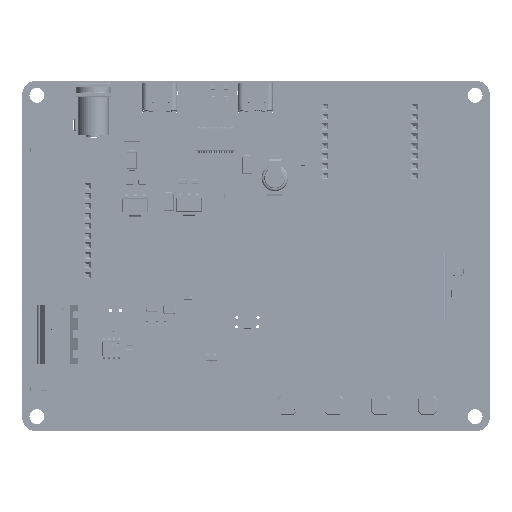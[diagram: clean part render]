
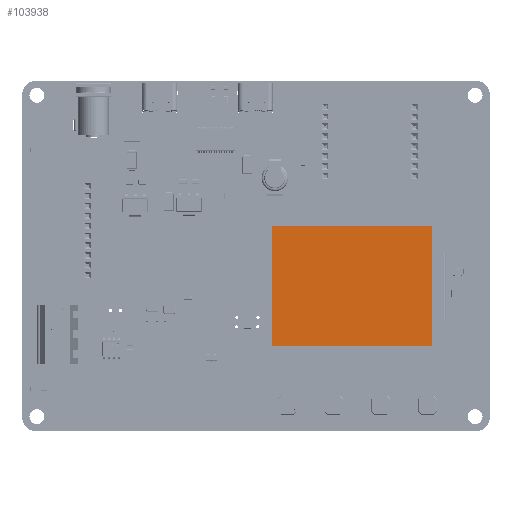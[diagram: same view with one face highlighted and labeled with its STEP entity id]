
A CAD part, top view. The second image highlights one B-rep face of the part: STEP entity #103938.
In plain terms, the highlighted planar face has unit normal (0, 0, 1).
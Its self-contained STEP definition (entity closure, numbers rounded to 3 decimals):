
#103423 = EDGE_CURVE('',#103424,#103426,#103428,.T.);
#103424 = VERTEX_POINT('',#103425);
#103425 = CARTESIAN_POINT('',(-5.6,44.5,2.5));
#103426 = VERTEX_POINT('',#103427);
#103427 = CARTESIAN_POINT('',(-15.4,44.5,2.5));
#103428 = LINE('',#103429,#103430);
#103429 = CARTESIAN_POINT('',(-15.4,44.5,2.5));
#103430 = VECTOR('',#103431,1.);
#103431 = DIRECTION('',(-1.,0.,0.));
#103456 = VERTEX_POINT('',#103457);
#103457 = CARTESIAN_POINT('',(-12.5,3.4,2.5));
#103463 = EDGE_CURVE('',#103464,#103456,#103466,.T.);
#103464 = VERTEX_POINT('',#103465);
#103465 = CARTESIAN_POINT('',(-15.4,3.4,2.5));
#103466 = LINE('',#103467,#103468);
#103467 = CARTESIAN_POINT('',(-15.4,3.4,2.5));
#103468 = VECTOR('',#103469,1.);
#103469 = DIRECTION('',(1.,0.,0.));
#103848 = EDGE_CURVE('',#103426,#103464,#103849,.T.);
#103849 = LINE('',#103850,#103851);
#103850 = CARTESIAN_POINT('',(-15.4,44.5,2.5));
#103851 = VECTOR('',#103852,1.);
#103852 = DIRECTION('',(0.,-1.,0.));
#103865 = VERTEX_POINT('',#103866);
#103866 = CARTESIAN_POINT('',(5.6,44.5,2.5));
#103872 = EDGE_CURVE('',#103873,#103865,#103875,.T.);
#103873 = VERTEX_POINT('',#103874);
#103874 = CARTESIAN_POINT('',(15.4,44.5,2.5));
#103875 = LINE('',#103876,#103877);
#103876 = CARTESIAN_POINT('',(-15.4,44.5,2.5));
#103877 = VECTOR('',#103878,1.);
#103878 = DIRECTION('',(-1.,0.,0.));
#103896 = EDGE_CURVE('',#103897,#103873,#103899,.T.);
#103897 = VERTEX_POINT('',#103898);
#103898 = CARTESIAN_POINT('',(15.4,3.4,2.5));
#103899 = LINE('',#103900,#103901);
#103900 = CARTESIAN_POINT('',(15.4,44.5,2.5));
#103901 = VECTOR('',#103902,1.);
#103902 = DIRECTION('',(0.,1.,0.));
#103918 = EDGE_CURVE('',#103919,#103897,#103921,.T.);
#103919 = VERTEX_POINT('',#103920);
#103920 = CARTESIAN_POINT('',(12.5,3.4,2.5));
#103921 = LINE('',#103922,#103923);
#103922 = CARTESIAN_POINT('',(-15.4,3.4,2.5));
#103923 = VECTOR('',#103924,1.);
#103924 = DIRECTION('',(1.,0.,0.));
#103938 = ADVANCED_FACE('',(#103939),#103959,.T.);
#103939 = FACE_BOUND('',#103940,.T.);
#103940 = EDGE_LOOP('',(#103941,#103942,#103943,#103949,#103950,#103951,
    #103952,#103958));
#103941 = ORIENTED_EDGE('',*,*,#103848,.T.);
#103942 = ORIENTED_EDGE('',*,*,#103463,.T.);
#103943 = ORIENTED_EDGE('',*,*,#103944,.T.);
#103944 = EDGE_CURVE('',#103456,#103919,#103945,.T.);
#103945 = LINE('',#103946,#103947);
#103946 = CARTESIAN_POINT('',(-15.4,3.4,2.5));
#103947 = VECTOR('',#103948,1.);
#103948 = DIRECTION('',(1.,0.,0.));
#103949 = ORIENTED_EDGE('',*,*,#103918,.T.);
#103950 = ORIENTED_EDGE('',*,*,#103896,.T.);
#103951 = ORIENTED_EDGE('',*,*,#103872,.T.);
#103952 = ORIENTED_EDGE('',*,*,#103953,.T.);
#103953 = EDGE_CURVE('',#103865,#103424,#103954,.T.);
#103954 = LINE('',#103955,#103956);
#103955 = CARTESIAN_POINT('',(-15.4,44.5,2.5));
#103956 = VECTOR('',#103957,1.);
#103957 = DIRECTION('',(-1.,0.,0.));
#103958 = ORIENTED_EDGE('',*,*,#103423,.T.);
#103959 = PLANE('',#103960);
#103960 = AXIS2_PLACEMENT_3D('',#103961,#103962,#103963);
#103961 = CARTESIAN_POINT('',(0.,0.,2.5));
#103962 = DIRECTION('',(0.,0.,1.));
#103963 = DIRECTION('',(1.,0.,0.));
